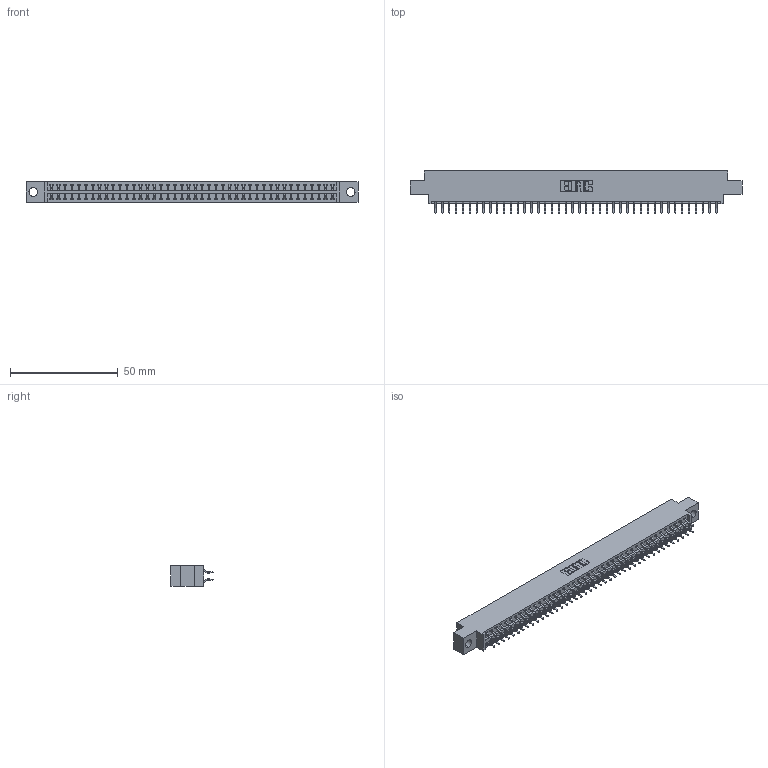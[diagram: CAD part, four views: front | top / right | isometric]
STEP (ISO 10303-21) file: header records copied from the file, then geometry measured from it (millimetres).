
FILE_DESCRIPTION (( 'STEP AP203' ), '1' );
FILE_NAME ('396-084-556-804.STEP', '2019-11-02T14:32:11', ( '' ), ( '' ), 'SwSTEP 2.0', 'SolidWorks 2016', '' );
FILE_SCHEMA (( 'CONFIG_CONTROL_DESIGN' ));
Length unit declared in the file: inch
Products named in the file (3): 346 Part_0.170 Offset - 0.156 Dia-TH; 345-292-001_556 Tail; 396-084-556-804
Assembly tree (85 placements, depth 2):
  396-084-556-804
    346 Part_0.170 Offset - 0.156 Dia-TH
    345-292-001_556 Tail  x84
Bounding box: 153.92 x 19.57 x 9.4 mm (x, y, z)
Volume: 14763.7 mm3; surface area: 20208.6 mm2
Topology: 85 solids, 85 shells, 4998 faces, 14873 edges, 9802 vertices
Faces by surface type: plane 3356, cylinder 1642
Entity records: 27765 total; most frequent: CARTESIAN_POINT 4592, ORIENTED_EDGE 4514, DIRECTION 4085, EDGE_CURVE 2257, LINE 1949, VECTOR 1949, VERTEX_POINT 1502, AXIS2_PLACEMENT_3D 1068
